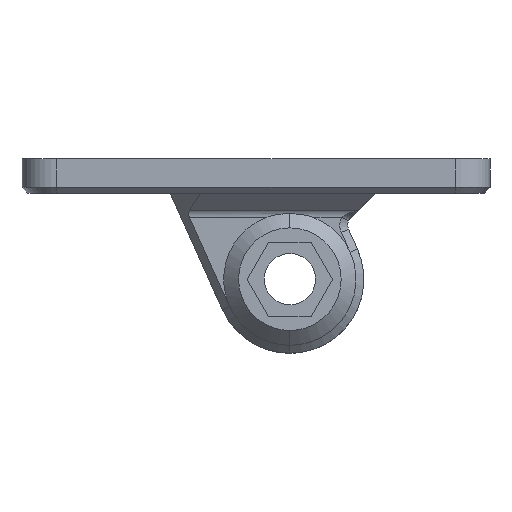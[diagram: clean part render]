
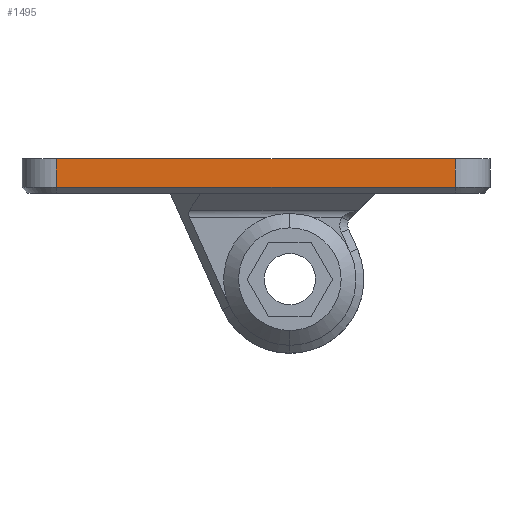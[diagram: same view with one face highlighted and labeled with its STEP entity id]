
A CAD part, left-side view. The second image highlights one B-rep face of the part: STEP entity #1495.
In plain terms, the highlighted planar face has unit normal (-1, 0, 0).
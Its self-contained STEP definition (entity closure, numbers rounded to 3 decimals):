
#96 = VERTEX_POINT ( 'NONE', #1442 ) ;
#158 = FACE_OUTER_BOUND ( 'NONE', #1605, .T. ) ;
#179 = ORIENTED_EDGE ( 'NONE', *, *, #506, .F. ) ;
#240 = LINE ( 'NONE', #1395, #721 ) ;
#259 = DIRECTION ( 'NONE',  ( 0., 0., -1. ) ) ;
#398 = LINE ( 'NONE', #2384, #2544 ) ;
#468 = VERTEX_POINT ( 'NONE', #2427 ) ;
#474 = VECTOR ( 'NONE', #2013, 1000. ) ;
#506 = EDGE_CURVE ( 'NONE', #468, #96, #398, .T. ) ;
#562 = ORIENTED_EDGE ( 'NONE', *, *, #930, .T. ) ;
#665 = VECTOR ( 'NONE', #1871, 1000. ) ;
#721 = VECTOR ( 'NONE', #259, 1000. ) ;
#797 = CARTESIAN_POINT ( 'NONE',  ( -15.5, 40.144, 0.6 ) ) ;
#805 = DIRECTION ( 'NONE',  ( 1., 0., 0. ) ) ;
#835 = PLANE ( 'NONE',  #1708 ) ;
#930 = EDGE_CURVE ( 'NONE', #468, #2846, #240, .T. ) ;
#970 = CARTESIAN_POINT ( 'NONE',  ( -15.5, 40.144, 0.6 ) ) ;
#977 = CARTESIAN_POINT ( 'NONE',  ( -15.5, -0.278, 0.6 ) ) ;
#1068 = CARTESIAN_POINT ( 'NONE',  ( -15.5, -0.278, 3.5 ) ) ;
#1395 = CARTESIAN_POINT ( 'NONE',  ( -15.5, 40.144, 3.5 ) ) ;
#1442 = CARTESIAN_POINT ( 'NONE',  ( -15.5, -0.278, 3.5 ) ) ;
#1495 = ADVANCED_FACE ( 'NONE', ( #158 ), #835, .F. ) ;
#1605 = EDGE_LOOP ( 'NONE', ( #562, #2082, #2772, #179 ) ) ;
#1708 = AXIS2_PLACEMENT_3D ( 'NONE', #2824, #805, #1956 ) ;
#1871 = DIRECTION ( 'NONE',  ( 0., -1., 0. ) ) ;
#1956 = DIRECTION ( 'NONE',  ( 0., 0., -1. ) ) ;
#2013 = DIRECTION ( 'NONE',  ( 0., 0., -1. ) ) ;
#2082 = ORIENTED_EDGE ( 'NONE', *, *, #2776, .T. ) ;
#2200 = VERTEX_POINT ( 'NONE', #977 ) ;
#2384 = CARTESIAN_POINT ( 'NONE',  ( -15.5, 40.144, 3.5 ) ) ;
#2425 = LINE ( 'NONE', #1068, #474 ) ;
#2427 = CARTESIAN_POINT ( 'NONE',  ( -15.5, 40.144, 3.5 ) ) ;
#2544 = VECTOR ( 'NONE', #2882, 1000. ) ;
#2613 = EDGE_CURVE ( 'NONE', #96, #2200, #2425, .T. ) ;
#2615 = LINE ( 'NONE', #970, #665 ) ;
#2772 = ORIENTED_EDGE ( 'NONE', *, *, #2613, .F. ) ;
#2776 = EDGE_CURVE ( 'NONE', #2846, #2200, #2615, .T. ) ;
#2824 = CARTESIAN_POINT ( 'NONE',  ( -15.5, 40.144, 3.5 ) ) ;
#2846 = VERTEX_POINT ( 'NONE', #797 ) ;
#2882 = DIRECTION ( 'NONE',  ( 0., -1., 0. ) ) ;
